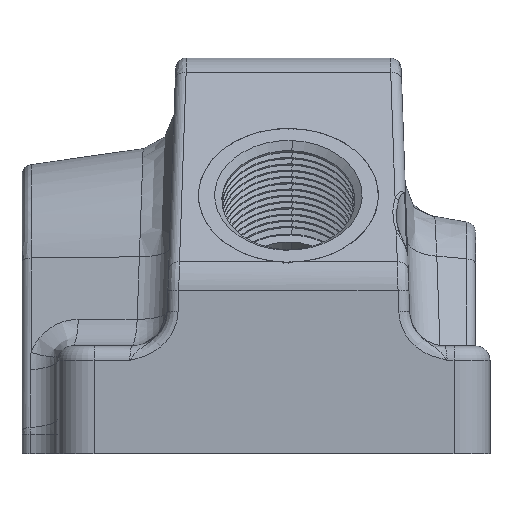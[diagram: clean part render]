
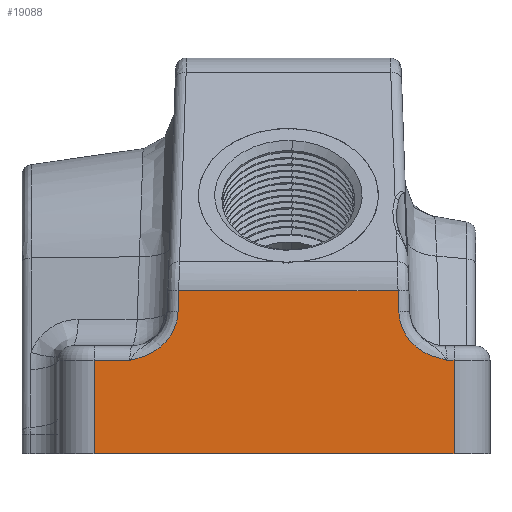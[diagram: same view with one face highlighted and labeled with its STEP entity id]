
A CAD part, left-side view. The second image highlights one B-rep face of the part: STEP entity #19088.
In plain terms, the highlighted planar face has unit normal (-1, 0, 0).
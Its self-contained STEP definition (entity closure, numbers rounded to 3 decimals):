
#4122 = FACE_OUTER_BOUND ( 'NONE', #26866, .T. ) ;
#5677 = VECTOR ( 'NONE', #13553, 1000. ) ;
#5680 = LINE ( 'NONE', #13550, #5677 ) ;
#5681 = VECTOR ( 'NONE', #13543, 1000. ) ;
#5684 = LINE ( 'NONE', #13540, #5681 ) ;
#5695 = VECTOR ( 'NONE', #13393, 1000. ) ;
#5698 = LINE ( 'NONE', #13390, #5695 ) ;
#5702 = VECTOR ( 'NONE', #13383, 1000. ) ;
#5703 = VECTOR ( 'NONE', #13328, 1000. ) ;
#5705 = VECTOR ( 'NONE', #13323, 1000. ) ;
#5706 = LINE ( 'NONE', #13325, #5703 ) ;
#5708 = LINE ( 'NONE', #13320, #5705 ) ;
#5718 = LINE ( 'NONE', #13379, #5702 ) ;
#5830 = VECTOR ( 'NONE', #6552, 1000. ) ;
#5832 = LINE ( 'NONE', #6551, #5830 ) ;
#5858 = VECTOR ( 'NONE', #6494, 1000. ) ;
#5860 = LINE ( 'NONE', #6493, #5858 ) ;
#6271 = CARTESIAN_POINT ( 'NONE',  ( -28.452, -16.458, 5.019 ) ) ;
#6302 = CARTESIAN_POINT ( 'NONE',  ( -28.452, -16.879, 4.916 ) ) ;
#6305 = CARTESIAN_POINT ( 'NONE',  ( -28.452, -17.301, 4.814 ) ) ;
#6306 = CARTESIAN_POINT ( 'NONE',  ( -28.452, -15.625, 5.263 ) ) ;
#6307 = CARTESIAN_POINT ( 'NONE',  ( -28.452, -15.214, 5.405 ) ) ;
#6308 = CARTESIAN_POINT ( 'NONE',  ( -28.452, -14.419, 5.749 ) ) ;
#6309 = CARTESIAN_POINT ( 'NONE',  ( -28.452, -14.034, 5.951 ) ) ;
#6310 = CARTESIAN_POINT ( 'NONE',  ( -28.452, -13.306, 6.421 ) ) ;
#6311 = CARTESIAN_POINT ( 'NONE',  ( -28.452, -12.967, 6.685 ) ) ;
#6312 = CARTESIAN_POINT ( 'NONE',  ( -28.452, -12.342, 7.275 ) ) ;
#6313 = CARTESIAN_POINT ( 'NONE',  ( -28.452, -12.052, 7.604 ) ) ;
#6314 = CARTESIAN_POINT ( 'NONE',  ( -28.452, -11.55, 8.304 ) ) ;
#6315 = CARTESIAN_POINT ( 'NONE',  ( -28.452, -11.334, 8.674 ) ) ;
#6316 = CARTESIAN_POINT ( 'NONE',  ( -28.452, -11.064, 9.263 ) ) ;
#6317 = CARTESIAN_POINT ( 'NONE',  ( -28.452, -10.983, 9.466 ) ) ;
#6318 = CARTESIAN_POINT ( 'NONE',  ( -28.452, -10.842, 9.875 ) ) ;
#6319 = CARTESIAN_POINT ( 'NONE',  ( -28.452, -10.783, 10.082 ) ) ;
#6320 = CARTESIAN_POINT ( 'NONE',  ( -28.452, -10.635, 10.708 ) ) ;
#6321 = CARTESIAN_POINT ( 'NONE',  ( -28.452, -10.577, 11.134 ) ) ;
#6322 = CARTESIAN_POINT ( 'NONE',  ( -28.452, -10.561, 11.569 ) ) ;
#6493 = CARTESIAN_POINT ( 'NONE',  ( -28.452, 41.772, -8.186 ) ) ;
#6494 = DIRECTION ( 'NONE',  ( 0., -1., 0. ) ) ;
#6551 = CARTESIAN_POINT ( 'NONE',  ( -28.452, -12.228, 4.814 ) ) ;
#6552 = DIRECTION ( 'NONE',  ( 0., 1., 0. ) ) ;
#9791 = EDGE_CURVE ( 'NONE', #12003, #12006, #12735, .T. ) ;
#9850 = EDGE_CURVE ( 'NONE', #11997, #27436, #5860, .T. ) ;
#9870 = EDGE_CURVE ( 'NONE', #12239, #12003, #5832, .T. ) ;
#9982 = EDGE_CURVE ( 'NONE', #27244, #27254, #5708, .T. ) ;
#9983 = EDGE_CURVE ( 'NONE', #27254, #11997, #5706, .T. ) ;
#9985 = EDGE_CURVE ( 'NONE', #27440, #27244, #12786, .T. ) ;
#9986 = EDGE_CURVE ( 'NONE', #27361, #27440, #5718, .T. ) ;
#9988 = EDGE_CURVE ( 'NONE', #27436, #12239, #5698, .T. ) ;
#9999 = EDGE_CURVE ( 'NONE', #12006, #11813, #5684, .T. ) ;
#10001 = EDGE_CURVE ( 'NONE', #11813, #27361, #5680, .T. ) ;
#11016 = ORIENTED_EDGE ( 'NONE', *, *, #9983, .T. ) ;
#11235 = ORIENTED_EDGE ( 'NONE', *, *, #9791, .T. ) ;
#11240 = ORIENTED_EDGE ( 'NONE', *, *, #10001, .T. ) ;
#11241 = ORIENTED_EDGE ( 'NONE', *, *, #9999, .T. ) ;
#11242 = ORIENTED_EDGE ( 'NONE', *, *, #9985, .T. ) ;
#11243 = ORIENTED_EDGE ( 'NONE', *, *, #9986, .T. ) ;
#11244 = ORIENTED_EDGE ( 'NONE', *, *, #9982, .T. ) ;
#11245 = ORIENTED_EDGE ( 'NONE', *, *, #9988, .T. ) ;
#11249 = ORIENTED_EDGE ( 'NONE', *, *, #9870, .T. ) ;
#11250 = ORIENTED_EDGE ( 'NONE', *, *, #9850, .T. ) ;
#11813 = VERTEX_POINT ( 'NONE', #21448 ) ;
#11997 = VERTEX_POINT ( 'NONE', #21631 ) ;
#12003 = VERTEX_POINT ( 'NONE', #21637 ) ;
#12006 = VERTEX_POINT ( 'NONE', #21640 ) ;
#12239 = VERTEX_POINT ( 'NONE', #21667 ) ;
#12735 = B_SPLINE_CURVE_WITH_KNOTS ( 'NONE', 3,
 ( #6305, #6302, #6271, #6306, #6307, #6308, #6309, #6310, #6311, #6312, #6313, #6314, #6315, #6316, #6317, #6318, #6319, #6320, #6321, #6322 ),
 .UNSPECIFIED., .F., .F.,
 ( 4, 2, 2, 2, 2, 2, 2, 2, 2, 4 ),
 ( 0., 0.001, 0.003, 0.004, 0.005, 0.006, 0.008, 0.008, 0.009, 0.01 ),
 .UNSPECIFIED. ) ;
#12786 = B_SPLINE_CURVE_WITH_KNOTS ( 'NONE', 3,
 ( #13337, #13308, #13311, #13341, #13343, #13345, #13347, #13349, #13351, #13353, #13355, #13357, #13359, #13361, #13363, #13365, #13367, #13369, #13371, #13373, #13375, #13377 ),
 .UNSPECIFIED., .F., .F.,
 ( 4, 2, 2, 2, 2, 2, 2, 2, 2, 2, 4 ),
 ( 0., 0.001, 0.002, 0.003, 0.004, 0.005, 0.006, 0.008, 0.009, 0.01, 0.01 ),
 .UNSPECIFIED. ) ;
#13308 = CARTESIAN_POINT ( 'NONE',  ( -28.452, 20.12, 11.134 ) ) ;
#13311 = CARTESIAN_POINT ( 'NONE',  ( -28.452, 20.178, 10.708 ) ) ;
#13320 = CARTESIAN_POINT ( 'NONE',  ( -28.452, 31.772, 4.814 ) ) ;
#13323 = DIRECTION ( 'NONE',  ( 0., 1., 0. ) ) ;
#13325 = CARTESIAN_POINT ( 'NONE',  ( -28.452, 31.772, 46.814 ) ) ;
#13328 = DIRECTION ( 'NONE',  ( 0., 0., -1. ) ) ;
#13337 = CARTESIAN_POINT ( 'NONE',  ( -28.452, 20.105, 11.569 ) ) ;
#13341 = CARTESIAN_POINT ( 'NONE',  ( -28.452, 20.326, 10.082 ) ) ;
#13343 = CARTESIAN_POINT ( 'NONE',  ( -28.452, 20.386, 9.875 ) ) ;
#13345 = CARTESIAN_POINT ( 'NONE',  ( -28.452, 20.526, 9.466 ) ) ;
#13347 = CARTESIAN_POINT ( 'NONE',  ( -28.452, 20.607, 9.263 ) ) ;
#13349 = CARTESIAN_POINT ( 'NONE',  ( -28.452, 20.877, 8.674 ) ) ;
#13351 = CARTESIAN_POINT ( 'NONE',  ( -28.452, 21.093, 8.303 ) ) ;
#13353 = CARTESIAN_POINT ( 'NONE',  ( -28.452, 21.596, 7.604 ) ) ;
#13355 = CARTESIAN_POINT ( 'NONE',  ( -28.452, 21.885, 7.275 ) ) ;
#13357 = CARTESIAN_POINT ( 'NONE',  ( -28.452, 22.511, 6.685 ) ) ;
#13359 = CARTESIAN_POINT ( 'NONE',  ( -28.452, 22.85, 6.421 ) ) ;
#13361 = CARTESIAN_POINT ( 'NONE',  ( -28.452, 23.577, 5.951 ) ) ;
#13363 = CARTESIAN_POINT ( 'NONE',  ( -28.452, 23.962, 5.749 ) ) ;
#13365 = CARTESIAN_POINT ( 'NONE',  ( -28.452, 24.757, 5.405 ) ) ;
#13367 = CARTESIAN_POINT ( 'NONE',  ( -28.452, 25.169, 5.263 ) ) ;
#13369 = CARTESIAN_POINT ( 'NONE',  ( -28.452, 25.793, 5.08 ) ) ;
#13371 = CARTESIAN_POINT ( 'NONE',  ( -28.452, 26.002, 5.024 ) ) ;
#13373 = CARTESIAN_POINT ( 'NONE',  ( -28.452, 26.423, 4.916 ) ) ;
#13375 = CARTESIAN_POINT ( 'NONE',  ( -28.452, 26.636, 4.864 ) ) ;
#13377 = CARTESIAN_POINT ( 'NONE',  ( -28.452, 26.845, 4.814 ) ) ;
#13379 = CARTESIAN_POINT ( 'NONE',  ( -28.452, 18.902, 46.015 ) ) ;
#13383 = DIRECTION ( 'NONE',  ( 0., 0.035, -0.999 ) ) ;
#13390 = CARTESIAN_POINT ( 'NONE',  ( -28.452, -18.228, 46.814 ) ) ;
#13393 = DIRECTION ( 'NONE',  ( 0., 0., 1. ) ) ;
#13540 = CARTESIAN_POINT ( 'NONE',  ( -28.452, -9.268, 48.596 ) ) ;
#13543 = DIRECTION ( 'NONE',  ( 0., 0.035, 0.999 ) ) ;
#13550 = CARTESIAN_POINT ( 'NONE',  ( -28.452, 21.422, 14.511 ) ) ;
#13553 = DIRECTION ( 'NONE',  ( 0., 1., 0. ) ) ;
#19088 = ADVANCED_FACE ( 'NONE', ( #4122 ), #22966, .F. ) ;
#21448 = CARTESIAN_POINT ( 'NONE',  ( -28.452, -10.459, 14.511 ) ) ;
#21631 = CARTESIAN_POINT ( 'NONE',  ( -28.452, 31.772, -8.186 ) ) ;
#21637 = CARTESIAN_POINT ( 'NONE',  ( -28.452, -17.301, 4.814 ) ) ;
#21640 = CARTESIAN_POINT ( 'NONE',  ( -28.452, -10.561, 11.569 ) ) ;
#21667 = CARTESIAN_POINT ( 'NONE',  ( -28.452, -18.228, 4.814 ) ) ;
#22964 = CARTESIAN_POINT ( 'NONE',  ( -28.452, 41.772, 46.814 ) ) ;
#22966 = PLANE ( 'NONE',  #24332 ) ;
#22969 = DIRECTION ( 'NONE',  ( 1., 0., 0. ) ) ;
#22970 = DIRECTION ( 'NONE',  ( 0., 1., 0. ) ) ;
#24332 = AXIS2_PLACEMENT_3D ( 'NONE', #22964, #22969, #22970 ) ;
#24652 = CARTESIAN_POINT ( 'NONE',  ( -28.452, 26.845, 4.814 ) ) ;
#24662 = CARTESIAN_POINT ( 'NONE',  ( -28.452, 31.772, 4.814 ) ) ;
#24769 = CARTESIAN_POINT ( 'NONE',  ( -28.452, 20.002, 14.511 ) ) ;
#24844 = CARTESIAN_POINT ( 'NONE',  ( -28.452, -18.228, -8.186 ) ) ;
#24848 = CARTESIAN_POINT ( 'NONE',  ( -28.452, 20.105, 11.569 ) ) ;
#26866 = EDGE_LOOP ( 'NONE', ( #11243, #11242, #11244, #11016, #11250, #11245, #11249, #11235, #11241, #11240 ) ) ;
#27244 = VERTEX_POINT ( 'NONE', #24652 ) ;
#27254 = VERTEX_POINT ( 'NONE', #24662 ) ;
#27361 = VERTEX_POINT ( 'NONE', #24769 ) ;
#27436 = VERTEX_POINT ( 'NONE', #24844 ) ;
#27440 = VERTEX_POINT ( 'NONE', #24848 ) ;
